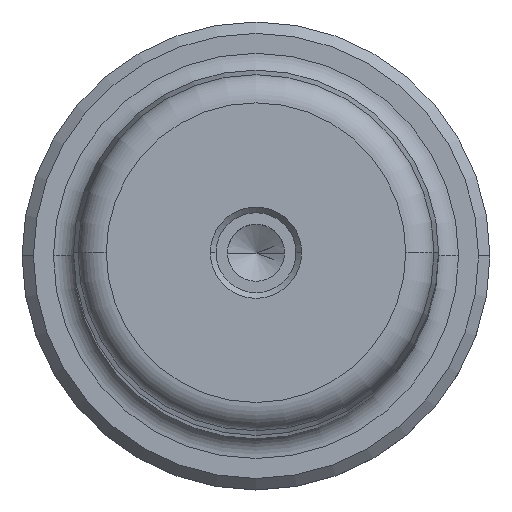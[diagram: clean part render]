
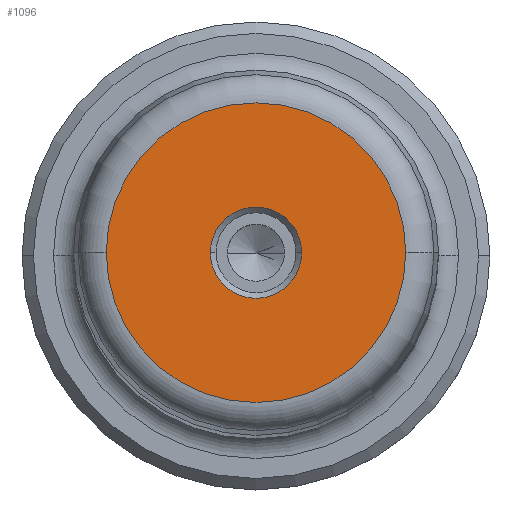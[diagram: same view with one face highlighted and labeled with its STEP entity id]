
A CAD part, top view. The second image highlights one B-rep face of the part: STEP entity #1096.
In plain terms, the highlighted planar face has unit normal (0, 0, 1).
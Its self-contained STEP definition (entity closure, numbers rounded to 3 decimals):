
#22 = CIRCLE ( 'NONE', #829, 13.124 ) ;
#87 = CARTESIAN_POINT ( 'NONE',  ( 0., 0., 200. ) ) ;
#115 = DIRECTION ( 'NONE',  ( 0., 0., 1. ) ) ;
#126 = DIRECTION ( 'NONE',  ( 0., 0., 1. ) ) ;
#200 = ORIENTED_EDGE ( 'NONE', *, *, #620, .T. ) ;
#235 = AXIS2_PLACEMENT_3D ( 'NONE', #2179, #1055, #2371 ) ;
#249 = ORIENTED_EDGE ( 'NONE', *, *, #956, .T. ) ;
#273 = DIRECTION ( 'NONE',  ( 1., 0., 0. ) ) ;
#378 = VERTEX_POINT ( 'NONE', #751 ) ;
#620 = EDGE_CURVE ( 'NONE', #2173, #1551, #1734, .T. ) ;
#628 = VERTEX_POINT ( 'NONE', #1231 ) ;
#678 = CIRCLE ( 'NONE', #1549, 4. ) ;
#732 = DIRECTION ( 'NONE',  ( 0., 0., -1. ) ) ;
#751 = CARTESIAN_POINT ( 'NONE',  ( -13.124, 0., 200. ) ) ;
#829 = AXIS2_PLACEMENT_3D ( 'NONE', #1264, #115, #1453 ) ;
#956 = EDGE_CURVE ( 'NONE', #628, #378, #972, .T. ) ;
#972 = CIRCLE ( 'NONE', #235, 13.124 ) ;
#1055 = DIRECTION ( 'NONE',  ( 0., 0., 1. ) ) ;
#1096 = ADVANCED_FACE ( 'NONE', ( #1619, #1129 ), #1272, .T. ) ;
#1129 = FACE_OUTER_BOUND ( 'NONE', #1180, .T. ) ;
#1180 = EDGE_LOOP ( 'NONE', ( #249, #2084 ) ) ;
#1229 = EDGE_CURVE ( 'NONE', #378, #628, #22, .T. ) ;
#1231 = CARTESIAN_POINT ( 'NONE',  ( 13.124, 0., 200. ) ) ;
#1264 = CARTESIAN_POINT ( 'NONE',  ( 0., 0., 200. ) ) ;
#1272 = PLANE ( 'NONE',  #2021 ) ;
#1300 = AXIS2_PLACEMENT_3D ( 'NONE', #87, #1426, #273 ) ;
#1306 = CARTESIAN_POINT ( 'NONE',  ( 4., 0., 200. ) ) ;
#1323 = EDGE_LOOP ( 'NONE', ( #200, #2125 ) ) ;
#1426 = DIRECTION ( 'NONE',  ( 0., 0., -1. ) ) ;
#1453 = DIRECTION ( 'NONE',  ( 1., 0., 0. ) ) ;
#1462 = DIRECTION ( 'NONE',  ( 1., 0., 0. ) ) ;
#1549 = AXIS2_PLACEMENT_3D ( 'NONE', #1863, #732, #2053 ) ;
#1551 = VERTEX_POINT ( 'NONE', #2239 ) ;
#1619 = FACE_BOUND ( 'NONE', #1323, .T. ) ;
#1734 = CIRCLE ( 'NONE', #1300, 4. ) ;
#1819 = CARTESIAN_POINT ( 'NONE',  ( 0., 0., 200. ) ) ;
#1863 = CARTESIAN_POINT ( 'NONE',  ( 0., 0., 200. ) ) ;
#2021 = AXIS2_PLACEMENT_3D ( 'NONE', #1819, #126, #1462 ) ;
#2053 = DIRECTION ( 'NONE',  ( 1., 0., 0. ) ) ;
#2084 = ORIENTED_EDGE ( 'NONE', *, *, #1229, .T. ) ;
#2125 = ORIENTED_EDGE ( 'NONE', *, *, #2423, .T. ) ;
#2173 = VERTEX_POINT ( 'NONE', #1306 ) ;
#2179 = CARTESIAN_POINT ( 'NONE',  ( 0., 0., 200. ) ) ;
#2239 = CARTESIAN_POINT ( 'NONE',  ( -4., 0., 200. ) ) ;
#2371 = DIRECTION ( 'NONE',  ( 1., 0., 0. ) ) ;
#2423 = EDGE_CURVE ( 'NONE', #1551, #2173, #678, .T. ) ;
